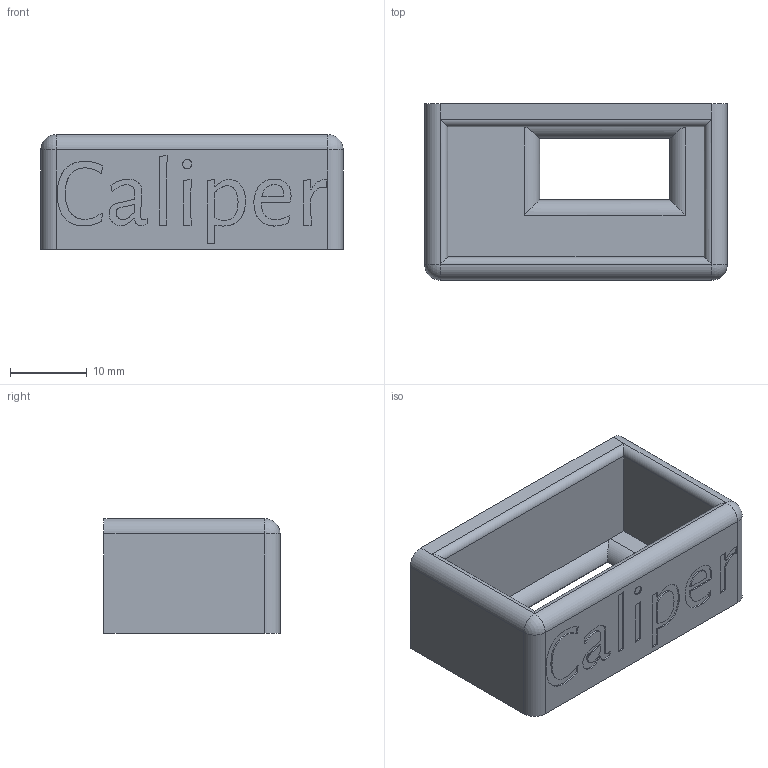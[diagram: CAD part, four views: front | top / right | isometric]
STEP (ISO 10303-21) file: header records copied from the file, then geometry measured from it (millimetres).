
FILE_DESCRIPTION(('HOOPS Exchange Step'),'2;1');
FILE_NAME('022-v3.stp','2024-09-08T04:26:16-17:00',('nguye'),('Unknown organisation'),'HOOPS Exchange 2023.2','HOOPS Exchange','Unknown authorisation');
FILE_SCHEMA( ('AP203_CONFIGURATION_CONTROLLED_3D_DESIGN_OF_MECHANICAL_PARTS_AND_ASSEMBLIES_MIM_LF') );
Length unit declared in the file: millimetre
Products named in the file (1): Solid 33
Bounding box: 39.5 x 23 x 15 mm (x, y, z)
Volume: 5772.9 mm3; surface area: 4686 mm2
Topology: 1 solids, 1 shells, 171 faces, 466 edges, 305 vertices
Faces by surface type: bspline 82, plane 74, cylinder 13, sphere 2
Entity records: 6232 total; most frequent: CARTESIAN_POINT 2462, ORIENTED_EDGE 928, DIRECTION 494, EDGE_CURVE 464, VERTEX_POINT 305, VECTOR 278, LINE 278, EDGE_LOOP 183
